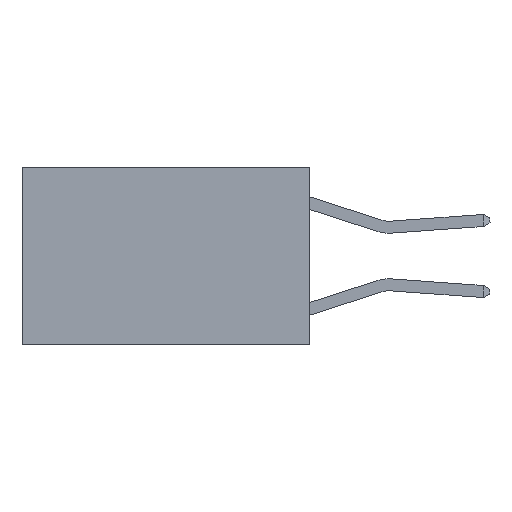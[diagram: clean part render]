
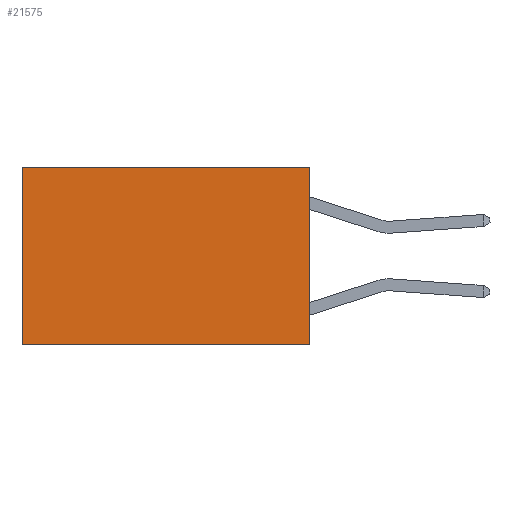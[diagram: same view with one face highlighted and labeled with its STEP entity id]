
A CAD part, left-side view. The second image highlights one B-rep face of the part: STEP entity #21575.
In plain terms, the highlighted planar face has unit normal (-1, 0, 0).
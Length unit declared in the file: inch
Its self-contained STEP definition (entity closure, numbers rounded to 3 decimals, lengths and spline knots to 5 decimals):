
#551 = CARTESIAN_POINT ( 'NONE',  ( 0.2625, 0., -0.37 ) ) ;
#1161 = DIRECTION ( 'NONE',  ( 0., 0., -1. ) ) ;
#1528 = ORIENTED_EDGE ( 'NONE', *, *, #4724, .T. ) ;
#2044 = VECTOR ( 'NONE', #20955, 39.37008 ) ;
#3006 = LINE ( 'NONE', #3611, #20784 ) ;
#3611 = CARTESIAN_POINT ( 'NONE',  ( 0.2625, 0., 0. ) ) ;
#3889 = DIRECTION ( 'NONE',  ( 0., 1., 0. ) ) ;
#4724 = EDGE_CURVE ( 'NONE', #12833, #7794, #21815, .T. ) ;
#5185 = EDGE_CURVE ( 'NONE', #9678, #12833, #3006, .T. ) ;
#5278 = VECTOR ( 'NONE', #26696, 39.37008 ) ;
#5436 = FACE_OUTER_BOUND ( 'NONE', #13900, .T. ) ;
#5578 = CARTESIAN_POINT ( 'NONE',  ( 0.2625, 0.6, 0. ) ) ;
#5709 = EDGE_CURVE ( 'NONE', #9678, #8872, #25008, .T. ) ;
#7503 = DIRECTION ( 'NONE',  ( 1., 0., 0. ) ) ;
#7794 = VERTEX_POINT ( 'NONE', #9722 ) ;
#8872 = VERTEX_POINT ( 'NONE', #551 ) ;
#9678 = VERTEX_POINT ( 'NONE', #23656 ) ;
#9722 = CARTESIAN_POINT ( 'NONE',  ( 0.2625, 0.6, -0.37 ) ) ;
#12833 = VERTEX_POINT ( 'NONE', #5578 ) ;
#13588 = CARTESIAN_POINT ( 'NONE',  ( 0.2625, 0., -0.37 ) ) ;
#13900 = EDGE_LOOP ( 'NONE', ( #1528, #14185, #20815, #14488 ) ) ;
#14185 = ORIENTED_EDGE ( 'NONE', *, *, #15357, .F. ) ;
#14488 = ORIENTED_EDGE ( 'NONE', *, *, #5185, .T. ) ;
#15357 = EDGE_CURVE ( 'NONE', #8872, #7794, #20382, .T. ) ;
#15727 = DIRECTION ( 'NONE',  ( 0., 1., 0. ) ) ;
#16707 = CARTESIAN_POINT ( 'NONE',  ( 0.2625, 0.6, 0. ) ) ;
#17032 = AXIS2_PLACEMENT_3D ( 'NONE', #26369, #7503, #1161 ) ;
#20181 = CARTESIAN_POINT ( 'NONE',  ( 0.2625, 0., 0. ) ) ;
#20382 = LINE ( 'NONE', #13588, #26940 ) ;
#20784 = VECTOR ( 'NONE', #3889, 39.37008 ) ;
#20815 = ORIENTED_EDGE ( 'NONE', *, *, #5709, .F. ) ;
#20955 = DIRECTION ( 'NONE',  ( 0., 0., -1. ) ) ;
#21575 = ADVANCED_FACE ( 'NONE', ( #5436 ), #22495, .F. ) ;
#21815 = LINE ( 'NONE', #16707, #2044 ) ;
#22495 = PLANE ( 'NONE',  #17032 ) ;
#23656 = CARTESIAN_POINT ( 'NONE',  ( 0.2625, 0., 0. ) ) ;
#25008 = LINE ( 'NONE', #20181, #5278 ) ;
#26369 = CARTESIAN_POINT ( 'NONE',  ( 0.2625, 0., 0. ) ) ;
#26696 = DIRECTION ( 'NONE',  ( 0., 0., -1. ) ) ;
#26940 = VECTOR ( 'NONE', #15727, 39.37008 ) ;
